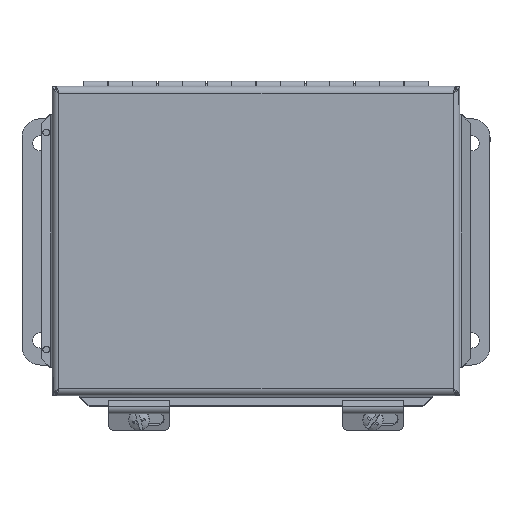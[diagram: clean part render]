
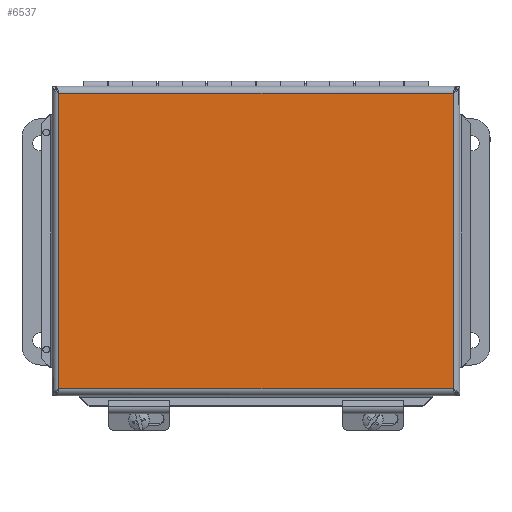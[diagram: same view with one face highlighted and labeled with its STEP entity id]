
A CAD part, top view. The second image highlights one B-rep face of the part: STEP entity #6537.
In plain terms, the highlighted planar face has unit normal (0, 0, 1).
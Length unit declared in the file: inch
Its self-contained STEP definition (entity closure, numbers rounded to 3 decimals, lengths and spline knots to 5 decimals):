
#666=FACE_OUTER_BOUND('',#1037,.T.);
#1037=EDGE_LOOP('',(#4683,#4684,#4685,#4686));
#1418=LINE('',#9665,#2080);
#1458=LINE('',#9933,#2120);
#1561=LINE('',#10333,#2223);
#1562=LINE('',#10335,#2224);
#2080=VECTOR('',#7671,0.3937);
#2120=VECTOR('',#7735,0.3937);
#2223=VECTOR('',#8006,0.3937);
#2224=VECTOR('',#8009,0.3937);
#2677=VERTEX_POINT('',#9386);
#2708=VERTEX_POINT('',#9534);
#2736=VERTEX_POINT('',#9664);
#2756=VERTEX_POINT('',#9846);
#3320=EDGE_CURVE('',#2736,#2708,#1418,.T.);
#3371=EDGE_CURVE('',#2677,#2756,#1458,.T.);
#3504=EDGE_CURVE('',#2708,#2677,#1561,.T.);
#3505=EDGE_CURVE('',#2756,#2736,#1562,.T.);
#4683=ORIENTED_EDGE('',*,*,#3504,.T.);
#4684=ORIENTED_EDGE('',*,*,#3371,.T.);
#4685=ORIENTED_EDGE('',*,*,#3505,.T.);
#4686=ORIENTED_EDGE('',*,*,#3320,.T.);
#5999=PLANE('',#7133);
#6537=ADVANCED_FACE('',(#666),#5999,.T.);
#7133=AXIS2_PLACEMENT_3D('',#10336,#8010,#8011);
#7671=DIRECTION('',(0.,-1.,0.));
#7735=DIRECTION('',(0.,1.,0.));
#8006=DIRECTION('',(1.,0.,0.));
#8009=DIRECTION('',(-1.,0.,0.));
#8010=DIRECTION('center_axis',(0.,0.,1.));
#8011=DIRECTION('ref_axis',(1.,0.,0.));
#9386=CARTESIAN_POINT('',(3.0035,-4.0035,0.059));
#9534=CARTESIAN_POINT('',(-3.0035,-4.0035,0.059));
#9664=CARTESIAN_POINT('',(-3.0035,4.0035,0.059));
#9665=CARTESIAN_POINT('',(-3.0035,2.00175,0.059));
#9846=CARTESIAN_POINT('',(3.0035,4.0035,0.059));
#9933=CARTESIAN_POINT('',(3.0035,-2.00175,0.059));
#10333=CARTESIAN_POINT('',(-1.50175,-4.0035,0.059));
#10335=CARTESIAN_POINT('',(1.50175,4.0035,0.059));
#10336=CARTESIAN_POINT('Origin',(0.,0.,0.059));
